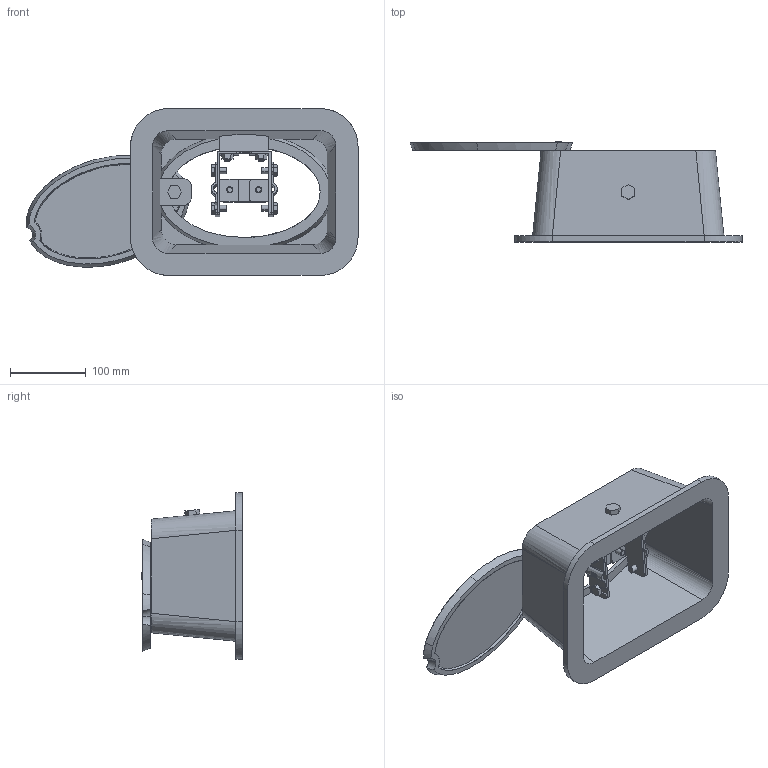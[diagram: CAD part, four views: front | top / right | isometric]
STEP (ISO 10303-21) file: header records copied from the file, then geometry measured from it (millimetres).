
FILE_DESCRIPTION(/* description */ (''),/* implementation_level */ '2;1');
FILE_NAME(/* name */ '5106003',/* time_stamp */ '2015-12-07T12:11:49+01:00',/* author */ (''),/* organization */ (''),/* preprocessor_version */ 'ST-DEVELOPER v15',/* originating_system */ '',/* authorisation */ '');
FILE_SCHEMA (('CONFIG_CONTROL_DESIGN'));
Length unit declared in the file: millimetre
Products named in the file (2): Document; Block 01
Assembly tree (1 placements, depth 2):
  Document
    Block 01
Bounding box: 437.79 x 132 x 220 mm (x, y, z)
Volume: 1056317 mm3; surface area: 374963.6 mm2
Topology: 21 solids, 21 shells, 1685 faces, 4513 edges, 2978 vertices
Faces by surface type: plane 1254, bspline 431
Entity records: 101888 total; most frequent: CARTESIAN_POINT 72029, ORIENTED_EDGE 9026, EDGE_CURVE 4513, B_SPLINE_CURVE_WITH_KNOTS 3920, VERTEX_POINT 2978, EDGE_LOOP 1835, ADVANCED_FACE 1685, FACE_OUTER_BOUND 1685
